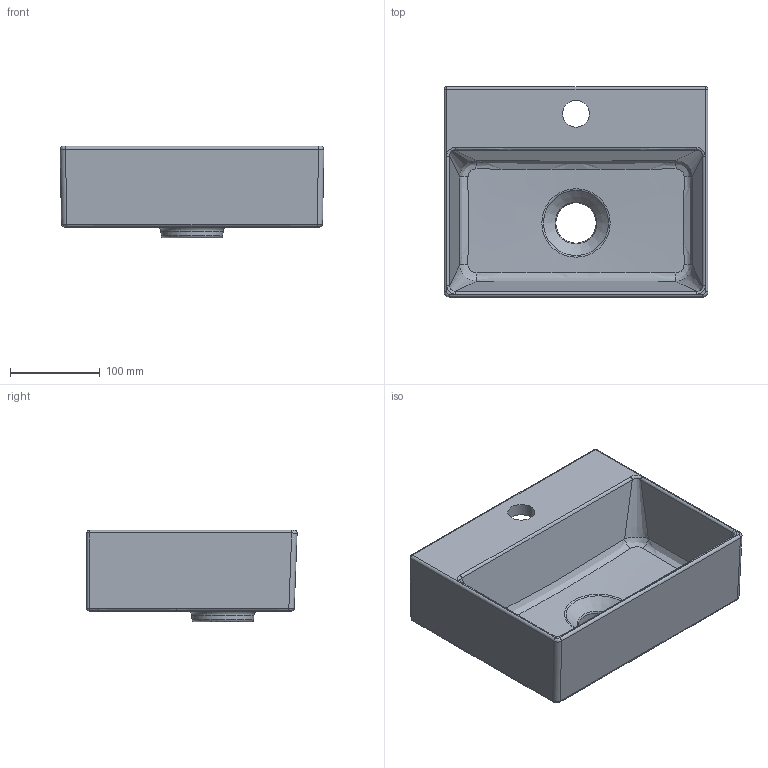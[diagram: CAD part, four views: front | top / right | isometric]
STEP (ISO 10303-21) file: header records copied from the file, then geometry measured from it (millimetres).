
FILE_DESCRIPTION(/* description */ (''),/* implementation_level */ '2;1');
FILE_NAME(/* name */ '1471 Square mini lav.stp',/* time_stamp */ '2018-12-05T14:52:38+03:00',/* author */ (''),/* organization */ (''),/* preprocessor_version */ 'ST-DEVELOPER v16',/* originating_system */ 'SIEMENS PLM Software NX 11.0',/* authorisation */ '');
FILE_SCHEMA (('AUTOMOTIVE_DESIGN { 1 0 10303 214 3 1 1 1 }'));
Length unit declared in the file: millimetre
Products named in the file (1): Dell259448E391er
Bounding box: 293.99 x 234.15 x 102 mm (x, y, z)
Volume: 2217846.9 mm3; surface area: 302513.1 mm2
Topology: 1 solids, 1 shells, 241 faces, 578 edges, 325 vertices
Faces by surface type: bspline 176, cylinder 30, plane 18, torus 12, cone 3, sphere 2
Full cylindrical faces by diameter (mm): 30 x1, 45 x1
Entity records: 10630 total; most frequent: CARTESIAN_POINT 6337, ORIENTED_EDGE 1100, DIRECTION 588, EDGE_CURVE 550, VERTEX_POINT 320, B_SPLINE_CURVE_WITH_KNOTS 290, AXIS2_PLACEMENT_3D 266, EDGE_LOOP 254
